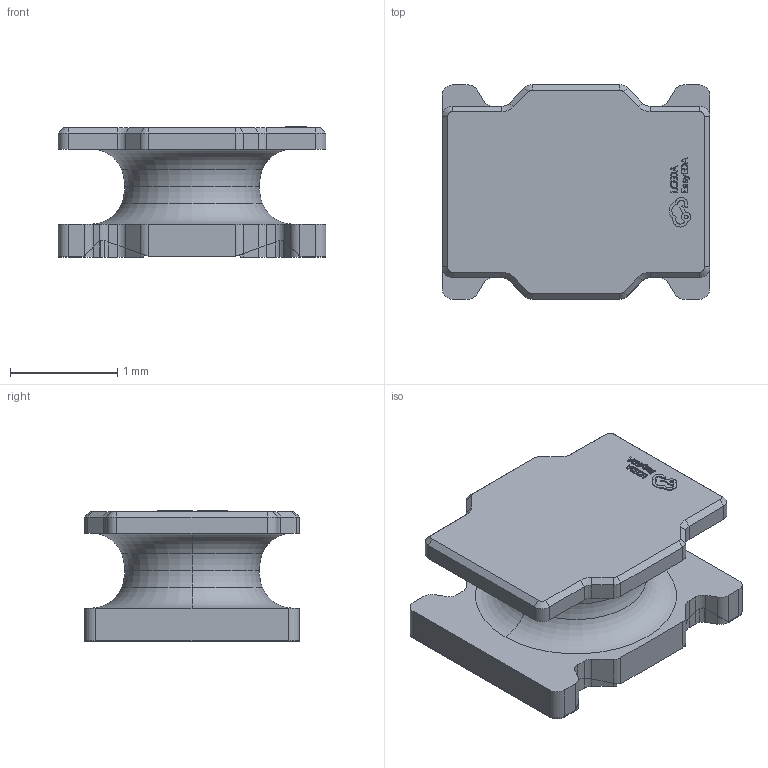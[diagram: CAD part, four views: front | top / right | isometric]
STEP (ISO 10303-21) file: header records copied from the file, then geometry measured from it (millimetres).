
FILE_DESCRIPTION (( 'STEP AP214' ), '1' );
FILE_NAME ('IND-SMD_L2.5-W2.0-H1.2_SPH252012.step', '2022-07-08T23:53:41', ( '' ), ( '' ), 'SwSTEP 2.0', 'SolidWorks 2020', '' );
FILE_SCHEMA (( 'AUTOMOTIVE_DESIGN' ));
Length unit declared in the file: millimetre
Products named in the file (1): IND-SMD_L2.5-W2.0-H1.2_SPH252012
Bounding box: 2.5 x 2 x 1.22 mm (x, y, z)
Volume: 3.4 mm3; surface area: 28.6 mm2
Topology: 3 solids, 3 shells, 449 faces, 1195 edges, 780 vertices
Faces by surface type: plane 257, bspline 112, cylinder 60, cone 12, torus 8
Entity records: 20010 total; most frequent: CARTESIAN_POINT 4649, ORIENTED_EDGE 2390, DIRECTION 1721, EDGE_CURVE 1195, LINE 809, VECTOR 809, VERTEX_POINT 780, EDGE_LOOP 477
